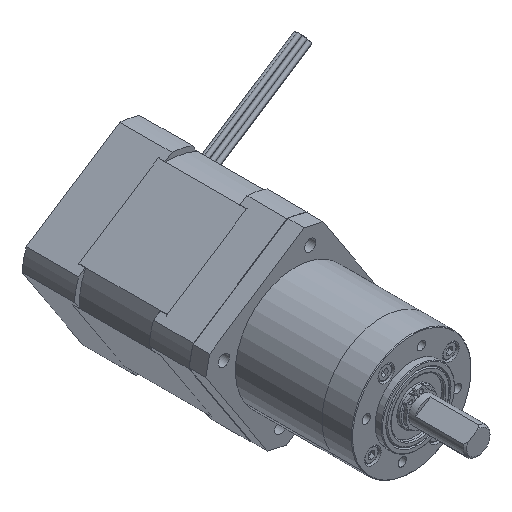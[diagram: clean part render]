
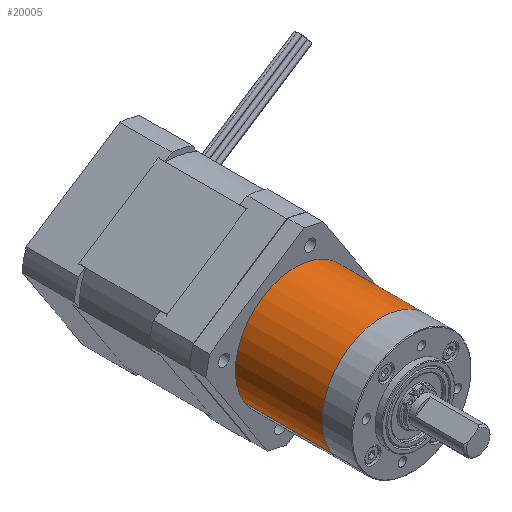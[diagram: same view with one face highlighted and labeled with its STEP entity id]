
A CAD part, isometric view. The second image highlights one B-rep face of the part: STEP entity #20005.
In plain terms, the highlighted cylindrical face has radius 18 mm (diameter 36 mm), a partial arc.
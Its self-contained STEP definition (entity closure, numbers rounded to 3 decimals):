
#197 = VERTEX_POINT ( 'NONE', #15905 ) ;
#713 = VERTEX_POINT ( 'NONE', #13179 ) ;
#1047 = CARTESIAN_POINT ( 'NONE',  ( -18., 0., 10.5 ) ) ;
#1466 = AXIS2_PLACEMENT_3D ( 'NONE', #17610, #3505, #22081 ) ;
#1506 = DIRECTION ( 'NONE',  ( 0., 0., 1. ) ) ;
#1984 = AXIS2_PLACEMENT_3D ( 'NONE', #9975, #19402, #23848 ) ;
#3020 = CARTESIAN_POINT ( 'NONE',  ( 18., 0., -15.5 ) ) ;
#3024 = ORIENTED_EDGE ( 'NONE', *, *, #20780, .F. ) ;
#3505 = DIRECTION ( 'NONE',  ( 0., 0., 1. ) ) ;
#5703 = VERTEX_POINT ( 'NONE', #1047 ) ;
#7359 = VECTOR ( 'NONE', #11274, 1000. ) ;
#9975 = CARTESIAN_POINT ( 'NONE',  ( 0., 0., 10.5 ) ) ;
#10360 = EDGE_LOOP ( 'NONE', ( #23869, #17840, #3024, #17970 ) ) ;
#11030 = DIRECTION ( 'NONE',  ( 0., 0., 1. ) ) ;
#11274 = DIRECTION ( 'NONE',  ( 0., 0., 1. ) ) ;
#13030 = LINE ( 'NONE', #3020, #20007 ) ;
#13179 = CARTESIAN_POINT ( 'NONE',  ( 18., 0., 10.5 ) ) ;
#13764 = CARTESIAN_POINT ( 'NONE',  ( 0., 0., -15.5 ) ) ;
#13803 = CIRCLE ( 'NONE', #18848, 18. ) ;
#15498 = CYLINDRICAL_SURFACE ( 'NONE', #1466, 18. ) ;
#15905 = CARTESIAN_POINT ( 'NONE',  ( 18., 0., -15.5 ) ) ;
#17121 = CIRCLE ( 'NONE', #1984, 18. ) ;
#17610 = CARTESIAN_POINT ( 'NONE',  ( 0., 0., -15.5 ) ) ;
#17840 = ORIENTED_EDGE ( 'NONE', *, *, #22695, .T. ) ;
#17970 = ORIENTED_EDGE ( 'NONE', *, *, #22313, .F. ) ;
#18848 = AXIS2_PLACEMENT_3D ( 'NONE', #13764, #1506, #24169 ) ;
#19402 = DIRECTION ( 'NONE',  ( 0., 0., 1. ) ) ;
#19845 = FACE_OUTER_BOUND ( 'NONE', #10360, .T. ) ;
#20005 = ADVANCED_FACE ( 'NONE', ( #19845 ), #15498, .T. ) ;
#20007 = VECTOR ( 'NONE', #11030, 1000. ) ;
#20780 = EDGE_CURVE ( 'NONE', #713, #5703, #17121, .T. ) ;
#21730 = CARTESIAN_POINT ( 'NONE',  ( -18., 0., -15.5 ) ) ;
#22081 = DIRECTION ( 'NONE',  ( 1., 0., 0. ) ) ;
#22313 = EDGE_CURVE ( 'NONE', #197, #713, #13030, .T. ) ;
#22695 = EDGE_CURVE ( 'NONE', #25800, #5703, #23557, .T. ) ;
#23557 = LINE ( 'NONE', #25534, #7359 ) ;
#23848 = DIRECTION ( 'NONE',  ( 1., 0., 0. ) ) ;
#23869 = ORIENTED_EDGE ( 'NONE', *, *, #24429, .T. ) ;
#24169 = DIRECTION ( 'NONE',  ( 1., 0., 0. ) ) ;
#24429 = EDGE_CURVE ( 'NONE', #197, #25800, #13803, .T. ) ;
#25534 = CARTESIAN_POINT ( 'NONE',  ( -18., 0., -15.5 ) ) ;
#25800 = VERTEX_POINT ( 'NONE', #21730 ) ;
